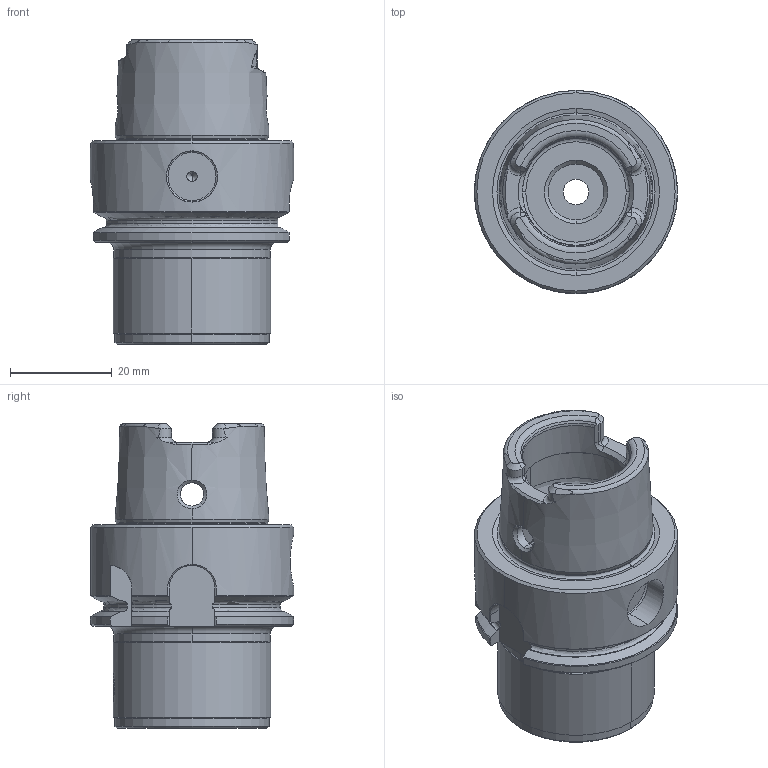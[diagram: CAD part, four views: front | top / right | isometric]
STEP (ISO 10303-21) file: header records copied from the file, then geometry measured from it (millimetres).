
FILE_DESCRIPTION(('no description'),'unknown implementation level');
FILE_NAME('13D431A8-2AE8-4F42-9827-2044B5AC0E28_export.stp',' ',('CIMSOURCE GmbH'),('CADClick - KiM GmbH - www.kimweb.de'),'unknown preprocess','ACIS','unknown authorization');
FILE_SCHEMA(('automotive_design'));
Length unit declared in the file: millimetre
Products named in the file (2): 324.132F Kaiser HSK-A40xCK3x55|690.433 Kaiser ETL M6 X 8,5 CK3;Schnitt-Linear austragen2; 324.132F Kaiser HSK-A40xCK3x55|324.132F Kaiser HSK-A40xCK3x55;Schnitt-Linear austragen1
Bounding box: 39.95 x 39.95 x 59.9 mm (x, y, z)
Volume: 33052.5 mm3; surface area: 12914.6 mm2
Topology: 2 solids, 2 shells, 274 faces, 720 edges, 447 vertices
Faces by surface type: cone 82, plane 81, cylinder 63, torus 34, bspline 14
Entity records: 19827 total; most frequent: CARTESIAN_POINT 5277, STYLED_ITEM 1439, PRESENTATION_STYLE_ASSIGNMENT 1439, COLOUR_RGB 1439, ORIENTED_EDGE 1432, DIRECTION 1325, EDGE_CURVE 716, CURVE_STYLE 716
